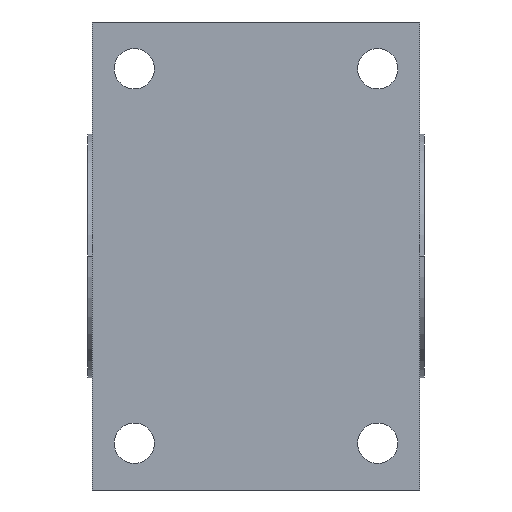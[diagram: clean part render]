
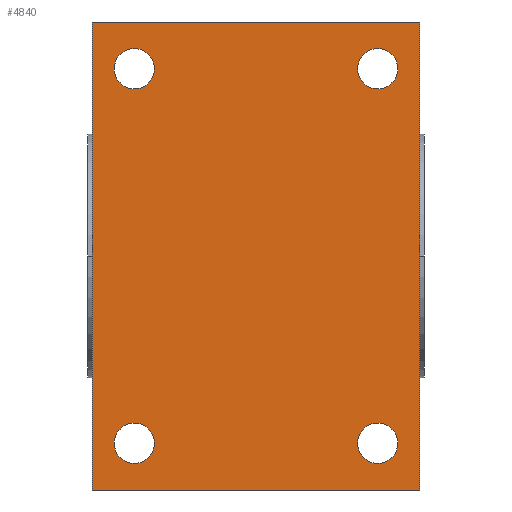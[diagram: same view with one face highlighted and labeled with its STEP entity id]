
A CAD part, front view. The second image highlights one B-rep face of the part: STEP entity #4840.
In plain terms, the highlighted planar face has unit normal (0, -1, 0).
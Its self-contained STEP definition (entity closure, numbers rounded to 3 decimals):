
#137=DIRECTION('',(1.,0.,0.));
#138=VECTOR('',#137,35.);
#139=CARTESIAN_POINT('',(0.5,0.,25.));
#140=LINE('',#139,#138);
#141=DIRECTION('',(-1.,0.,0.));
#142=VECTOR('',#141,35.);
#143=CARTESIAN_POINT('',(35.5,0.,-25.));
#144=LINE('',#143,#142);
#145=DIRECTION('',(0.,0.,1.));
#146=VECTOR('',#145,50.);
#147=CARTESIAN_POINT('',(0.5,0.,-25.));
#148=LINE('',#147,#146);
#149=CARTESIAN_POINT('',(5.,0.,-20.));
#150=DIRECTION('',(0.,1.,0.));
#151=DIRECTION('',(1.,0.,0.));
#152=AXIS2_PLACEMENT_3D('',#149,#150,#151);
#154=CARTESIAN_POINT('',(5.,0.,-20.));
#155=DIRECTION('',(0.,1.,0.));
#156=DIRECTION('',(-1.,0.,0.));
#157=AXIS2_PLACEMENT_3D('',#154,#155,#156);
#159=CARTESIAN_POINT('',(5.,0.,20.));
#160=DIRECTION('',(0.,1.,0.));
#161=DIRECTION('',(1.,0.,0.));
#162=AXIS2_PLACEMENT_3D('',#159,#160,#161);
#164=CARTESIAN_POINT('',(5.,0.,20.));
#165=DIRECTION('',(0.,1.,0.));
#166=DIRECTION('',(-1.,0.,0.));
#167=AXIS2_PLACEMENT_3D('',#164,#165,#166);
#169=CARTESIAN_POINT('',(31.,0.,-20.));
#170=DIRECTION('',(0.,1.,0.));
#171=DIRECTION('',(1.,0.,0.));
#172=AXIS2_PLACEMENT_3D('',#169,#170,#171);
#174=CARTESIAN_POINT('',(31.,0.,-20.));
#175=DIRECTION('',(0.,1.,0.));
#176=DIRECTION('',(-1.,0.,0.));
#177=AXIS2_PLACEMENT_3D('',#174,#175,#176);
#179=CARTESIAN_POINT('',(31.,0.,20.));
#180=DIRECTION('',(0.,1.,0.));
#181=DIRECTION('',(1.,0.,0.));
#182=AXIS2_PLACEMENT_3D('',#179,#180,#181);
#184=CARTESIAN_POINT('',(31.,0.,20.));
#185=DIRECTION('',(0.,1.,0.));
#186=DIRECTION('',(-1.,0.,0.));
#187=AXIS2_PLACEMENT_3D('',#184,#185,#186);
#189=DIRECTION('',(0.,0.,1.));
#190=VECTOR('',#189,50.);
#191=CARTESIAN_POINT('',(35.5,0.,-25.));
#192=LINE('',#191,#190);
#4377=CARTESIAN_POINT('',(35.5,0.,-25.));
#4379=VERTEX_POINT('',#4377);
#4382=CARTESIAN_POINT('',(0.5,0.,-25.));
#4384=VERTEX_POINT('',#4382);
#4385=CARTESIAN_POINT('',(35.5,0.,25.));
#4387=VERTEX_POINT('',#4385);
#4390=CARTESIAN_POINT('',(0.5,0.,25.));
#4392=VERTEX_POINT('',#4390);
#4473=CARTESIAN_POINT('',(7.15,0.,-20.));
#4474=CARTESIAN_POINT('',(2.85,0.,-20.));
#4475=VERTEX_POINT('',#4473);
#4476=VERTEX_POINT('',#4474);
#4481=CARTESIAN_POINT('',(7.15,0.,20.));
#4482=CARTESIAN_POINT('',(2.85,0.,20.));
#4483=VERTEX_POINT('',#4481);
#4484=VERTEX_POINT('',#4482);
#4489=CARTESIAN_POINT('',(33.15,0.,-20.));
#4490=CARTESIAN_POINT('',(28.85,0.,-20.));
#4491=VERTEX_POINT('',#4489);
#4492=VERTEX_POINT('',#4490);
#4497=CARTESIAN_POINT('',(33.15,0.,20.));
#4498=CARTESIAN_POINT('',(28.85,0.,20.));
#4499=VERTEX_POINT('',#4497);
#4500=VERTEX_POINT('',#4498);
#4803=CARTESIAN_POINT('',(13.6,0.,25.));
#4804=DIRECTION('',(0.,-1.,0.));
#4805=DIRECTION('',(0.,0.,-1.));
#4806=AXIS2_PLACEMENT_3D('',#4803,#4804,#4805);
#4807=PLANE('',#4806);
#4808=ORIENTED_EDGE('',*,*,#4708,.T.);
#4810=ORIENTED_EDGE('',*,*,#4809,.F.);
#4811=ORIENTED_EDGE('',*,*,#4791,.T.);
#4813=ORIENTED_EDGE('',*,*,#4812,.T.);
#4814=EDGE_LOOP('',(#4808,#4810,#4811,#4813));
#4815=FACE_OUTER_BOUND('',#4814,.F.);
#4817=ORIENTED_EDGE('',*,*,#4816,.F.);
#4819=ORIENTED_EDGE('',*,*,#4818,.F.);
#4820=EDGE_LOOP('',(#4817,#4819));
#4821=FACE_BOUND('',#4820,.F.);
#4823=ORIENTED_EDGE('',*,*,#4822,.F.);
#4825=ORIENTED_EDGE('',*,*,#4824,.F.);
#4826=EDGE_LOOP('',(#4823,#4825));
#4827=FACE_BOUND('',#4826,.F.);
#4829=ORIENTED_EDGE('',*,*,#4828,.F.);
#4831=ORIENTED_EDGE('',*,*,#4830,.F.);
#4832=EDGE_LOOP('',(#4829,#4831));
#4833=FACE_BOUND('',#4832,.F.);
#4835=ORIENTED_EDGE('',*,*,#4834,.F.);
#4837=ORIENTED_EDGE('',*,*,#4836,.F.);
#4838=EDGE_LOOP('',(#4835,#4837));
#4839=FACE_BOUND('',#4838,.F.);
#4840=ADVANCED_FACE('',(#4815,#4821,#4827,#4833,#4839),#4807,.T.);
#153=CIRCLE('',#152,2.15);
#158=CIRCLE('',#157,2.15);
#163=CIRCLE('',#162,2.15);
#168=CIRCLE('',#167,2.15);
#173=CIRCLE('',#172,2.15);
#178=CIRCLE('',#177,2.15);
#183=CIRCLE('',#182,2.15);
#188=CIRCLE('',#187,2.15);
#4708=EDGE_CURVE('',#4392,#4387,#140,.T.);
#4791=EDGE_CURVE('',#4379,#4384,#144,.T.);
#4809=EDGE_CURVE('',#4379,#4387,#192,.T.);
#4812=EDGE_CURVE('',#4384,#4392,#148,.T.);
#4816=EDGE_CURVE('',#4475,#4476,#153,.T.);
#4818=EDGE_CURVE('',#4476,#4475,#158,.T.);
#4822=EDGE_CURVE('',#4483,#4484,#163,.T.);
#4824=EDGE_CURVE('',#4484,#4483,#168,.T.);
#4828=EDGE_CURVE('',#4491,#4492,#173,.T.);
#4830=EDGE_CURVE('',#4492,#4491,#178,.T.);
#4834=EDGE_CURVE('',#4499,#4500,#183,.T.);
#4836=EDGE_CURVE('',#4500,#4499,#188,.T.);
